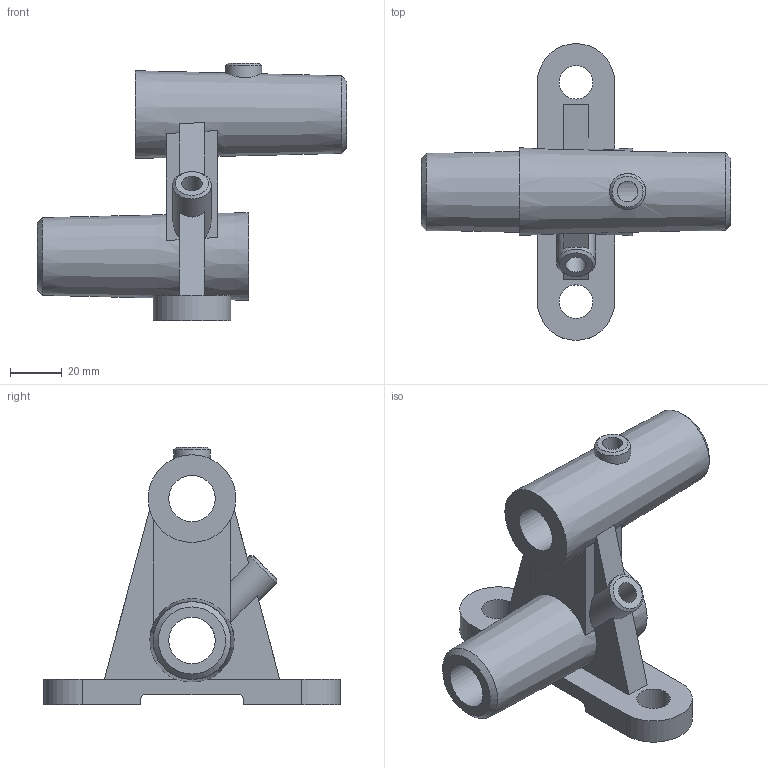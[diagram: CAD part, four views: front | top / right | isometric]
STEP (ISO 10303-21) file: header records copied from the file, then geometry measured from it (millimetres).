
FILE_DESCRIPTION(/* description */ (''),/* implementation_level */ '2;1');
FILE_NAME(/* name */ 'Part 075.stp',/* time_stamp */ '2015-02-24T14:14:48+02:00',/* author */ ('SFC'),/* organization */ (''),/* preprocessor_version */ 'ST-DEVELOPER v15.2',/* originating_system */ 'Autodesk Inventor 2014',/* authorisation */ '');
FILE_SCHEMA (('AUTOMOTIVE_DESIGN { 1 0 10303 214 3 1 1 }'));
Length unit declared in the file: millimetre
Products named in the file (1): Part 075
Bounding box: 120 x 115 x 100 mm (x, y, z)
Volume: 145000 mm3; surface area: 41488.3 mm2
Topology: 1 solids, 1 shells, 49 faces, 139 edges, 93 vertices
Faces by surface type: plane 30, cylinder 12, cone 7
Full cylindrical faces by diameter (mm): 8 x2, 13 x2, 14 x1, 15 x1, 18 x2
Entity records: 1589 total; most frequent: CARTESIAN_POINT 373, DIRECTION 242, ORIENTED_EDGE 226, EDGE_CURVE 113, AXIS2_PLACEMENT_3D 96, VERTEX_POINT 83, EDGE_LOOP 78, LINE 50
